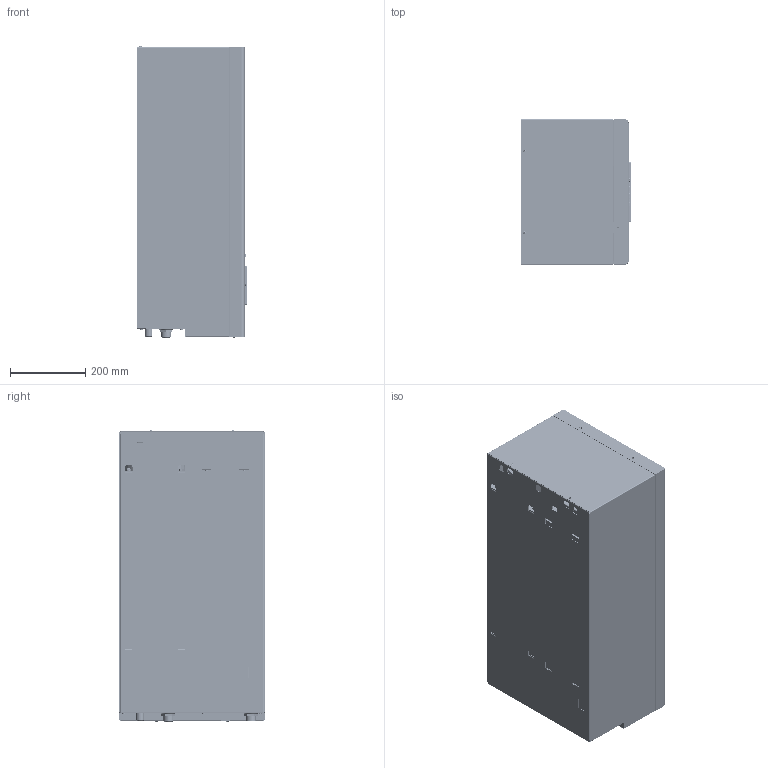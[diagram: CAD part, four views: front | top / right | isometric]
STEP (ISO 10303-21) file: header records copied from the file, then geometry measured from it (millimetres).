
FILE_DESCRIPTION(('STEP AP214'), '1');
FILE_NAME('Ýëåêòðîïðèáîð îòîïèòåëüíûé ÝÂÀÍ EXPERT PLUS', '', ('UNSPECIFIED'), ('UNSPECIFIED'), 'C3D Converter', 'C3D Toolkit', '');
FILE_SCHEMA(('AUTOMOTIVE_DESIGN { 1 0 10303 214 3 1 1}'));
Length unit declared in the file: millimetre
Products named in the file (1): ЛИТЯ.681936.073-12
Bounding box: 295.5 x 387 x 777.57 mm (x, y, z)
Volume: 38660806.1 mm3; surface area: 3575743.8 mm2
Topology: 4 solids, 4 shells, 15651 faces, 45210 edges, 29862 vertices
Faces by surface type: plane 12276, cylinder 2228, bspline 504, extrusion 401, cone 155, torus 72, sphere 15
Full cylindrical faces by diameter (mm): 0.5 x4, 0.6 x6, 0.7 x4, 0.8 x2, 0.85 x4, 0.9 x1, 1.1 x3, 1.2 x27, 1.8 x4, 2 x5, 2.2 x4, 2.3 x4, 2.35 x2, 3.5 x4, 4 x2, 4.2 x2, 5.6 x7, 7 x8, 7.8 x2, 8 x1, 12 x3, 12.4 x1, 13.157 x1, 14 x2, 16 x6, 18 x5, 18.1 x1, 18.2 x1, 19 x3, 20 x1
Entity records: 691732 total; most frequent: CARTESIAN_POINT 157984, ORIENTED_EDGE 89964, DIRECTION 76955, EDGE_CURVE 44982, VECTOR 37977, LINE 37576, VERTEX_POINT 29861, AXIS2_PLACEMENT_3D 19489
